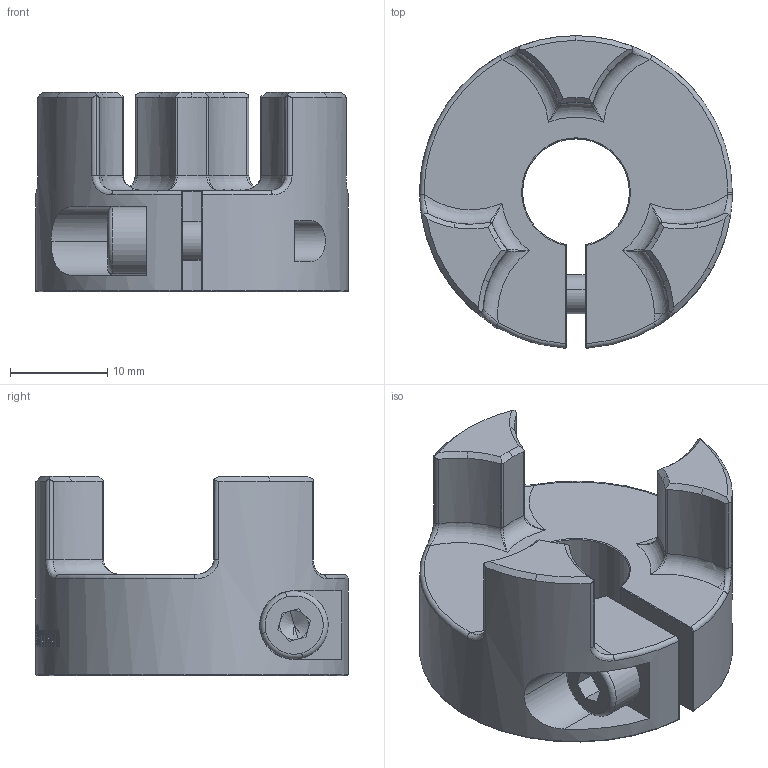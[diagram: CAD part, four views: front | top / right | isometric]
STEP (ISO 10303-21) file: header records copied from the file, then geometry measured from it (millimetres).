
FILE_DESCRIPTION(/* description */ ('Alibre Inc.'),/* implementation_level */ '2;1');
FILE_NAME(/* name */ 'export-F88CEFEF-4D9C-47E6-A43C-A6FB0C5222D7',/* time_stamp */ '2021-09-14T10:52:11+02:00',/* author */ (''),/* organization */ (''),/* preprocessor_version */ 'ST-DEVELOPER v17',/* originating_system */ 'Alibre',/* authorisation */ '');
FILE_SCHEMA (('AUTOMOTIVE_DESIGN'));
Length unit declared in the file: millimetre
Products named in the file (3): 813 DIN 912 metric bolts M4x12
Bounding box: 32.2 x 32.16 x 20.5 mm (x, y, z)
Volume: 8581.3 mm3; surface area: 4384.4 mm2
Topology: 2 solids, 2 shells, 314 faces, 845 edges, 538 vertices
Faces by surface type: bspline 103, cylinder 78, plane 75, cone 28, torus 24, sphere 6
Full cylindrical faces by diameter (mm): 3.242 x1, 4.1 x1
Entity records: 20459 total; most frequent: CARTESIAN_POINT 13850, ORIENTED_EDGE 1662, DIRECTION 850, EDGE_CURVE 831, VERTEX_POINT 538, B_SPLINE_CURVE_WITH_KNOTS 420, AXIS2_PLACEMENT_3D 364, EDGE_LOOP 335
